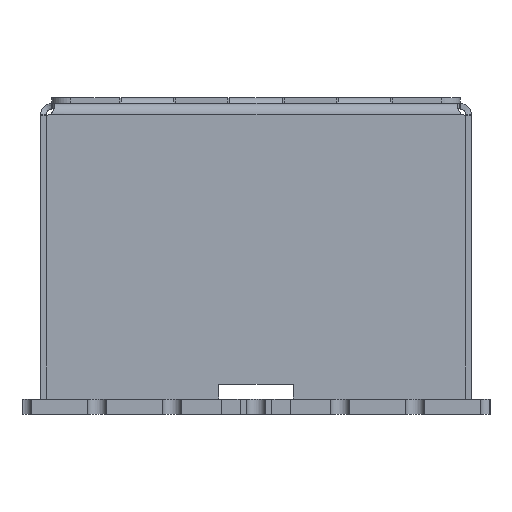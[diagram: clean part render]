
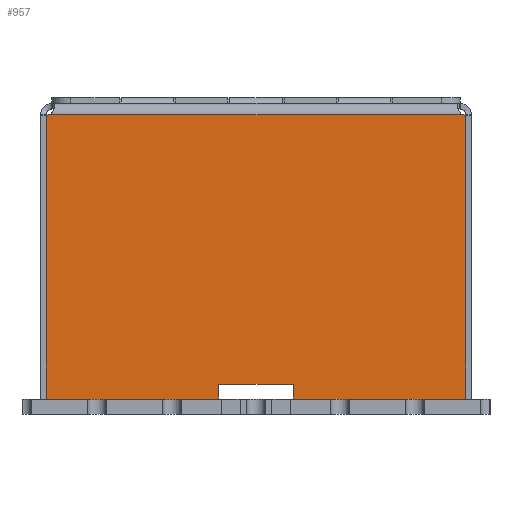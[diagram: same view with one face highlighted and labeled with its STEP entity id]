
A CAD part, left-side view. The second image highlights one B-rep face of the part: STEP entity #957.
In plain terms, the highlighted planar face has unit normal (-1, 0, 0).
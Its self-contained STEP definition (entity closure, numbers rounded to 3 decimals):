
#957=ADVANCED_FACE('',(#7835),#7837,.F.);
#7835=FACE_BOUND('',#7836,.T.);
#7836=EDGE_LOOP('',(#16496,#16497,#16498,#16499,#16500,#16501,#16502,#16503,#16504,
#16505));
#7837=PLANE('',#7838);
#7838=AXIS2_PLACEMENT_3D('',#7839,#7840,#7841);
#7839=CARTESIAN_POINT('',(-14.15,0.,16.613));
#7840=DIRECTION('',(1.,0.,0.));
#7841=DIRECTION('',(0.,0.,-1.));
#16496=ORIENTED_EDGE('',*,*,#20206,.T.);
#16497=ORIENTED_EDGE('',*,*,#20561,.F.);
#16498=ORIENTED_EDGE('',*,*,#20562,.F.);
#16499=ORIENTED_EDGE('',*,*,#20563,.F.);
#16500=ORIENTED_EDGE('',*,*,#20241,.T.);
#16501=ORIENTED_EDGE('',*,*,#20560,.F.);
#16502=ORIENTED_EDGE('',*,*,#20564,.T.);
#16503=ORIENTED_EDGE('',*,*,#20553,.F.);
#16504=ORIENTED_EDGE('',*,*,#20565,.F.);
#16505=ORIENTED_EDGE('',*,*,#20566,.T.);
#20206=EDGE_CURVE('',#22442,#22443,#22444,.T.);
#20241=EDGE_CURVE('',#22507,#22504,#22508,.T.);
#20553=EDGE_CURVE('',#23052,#23054,#23055,.T.);
#20560=EDGE_CURVE('',#23064,#22504,#23066,.T.);
#20561=EDGE_CURVE('',#23067,#22443,#23068,.T.);
#20562=EDGE_CURVE('',#23069,#23067,#23070,.T.);
#20563=EDGE_CURVE('',#22507,#23069,#23071,.T.);
#20564=EDGE_CURVE('',#23064,#23054,#23072,.T.);
#20565=EDGE_CURVE('',#23073,#23052,#23074,.T.);
#20566=EDGE_CURVE('',#23073,#22442,#23075,.T.);
#22442=VERTEX_POINT('',#26207);
#22443=VERTEX_POINT('',#26208);
#22444=LINE('',#26209,#26210);
#22504=VERTEX_POINT('',#26346);
#22507=VERTEX_POINT('',#26351);
#22508=LINE('',#26352,#26353);
#23052=VERTEX_POINT('',#27554);
#23054=VERTEX_POINT('',#27575);
#23055=LINE('',#27576,#27577);
#23064=VERTEX_POINT('',#27644);
#23066=LINE('',#27648,#27649);
#23067=VERTEX_POINT('',#27651);
#23068=LINE('',#27652,#27653);
#23069=VERTEX_POINT('',#27655);
#23070=LINE('',#27656,#27657);
#23071=LINE('',#27659,#27660);
#23072=CIRCLE('',#27662,0.45);
#23073=VERTEX_POINT('',#27666);
#23074=CIRCLE('',#27667,0.45);
#23075=LINE('',#27671,#27672);
#26207=CARTESIAN_POINT('',(-14.15,11.199,0.813));
#26208=CARTESIAN_POINT('',(-14.15,2.,0.813));
#26209=CARTESIAN_POINT('',(-14.15,11.199,0.813));
#26210=VECTOR('',#26211,1.);
#26211=DIRECTION('',(0.,-1.,0.));
#26346=CARTESIAN_POINT('',(-14.15,-11.199,0.813));
#26351=CARTESIAN_POINT('',(-14.15,-2.,0.813));
#26352=CARTESIAN_POINT('',(-14.15,-2.,0.813));
#26353=VECTOR('',#26354,1.);
#26354=DIRECTION('',(0.,-1.,0.));
#27554=CARTESIAN_POINT('',(-14.15,11.009,16.013));
#27575=CARTESIAN_POINT('',(-14.15,-11.009,16.013));
#27576=CARTESIAN_POINT('',(-14.15,11.009,16.013));
#27577=VECTOR('',#27578,1.);
#27578=DIRECTION('',(0.,-1.,0.));
#27644=CARTESIAN_POINT('',(-14.15,-11.199,15.971));
#27648=CARTESIAN_POINT('',(-14.15,-11.199,15.971));
#27649=VECTOR('',#27650,1.);
#27650=DIRECTION('',(0.,0.,-1.));
#27651=CARTESIAN_POINT('',(-14.15,2.,1.613));
#27652=CARTESIAN_POINT('',(-14.15,2.,1.613));
#27653=VECTOR('',#27654,1.);
#27654=DIRECTION('',(0.,0.,-1.));
#27655=CARTESIAN_POINT('',(-14.15,-2.,1.613));
#27656=CARTESIAN_POINT('',(-14.15,-2.,1.613));
#27657=VECTOR('',#27658,1.);
#27658=DIRECTION('',(0.,1.,0.));
#27659=CARTESIAN_POINT('',(-14.15,-2.,0.813));
#27660=VECTOR('',#27661,1.);
#27661=DIRECTION('',(0.,0.,1.));
#27662=AXIS2_PLACEMENT_3D('',#27663,#27664,#27665);
#27663=CARTESIAN_POINT('',(-14.15,-11.199,16.421));
#27664=DIRECTION('',(1.,0.,0.));
#27665=DIRECTION('',(0.,0.,-1.));
#27666=CARTESIAN_POINT('',(-14.15,11.199,15.971));
#27667=AXIS2_PLACEMENT_3D('',#27668,#27669,#27670);
#27668=CARTESIAN_POINT('',(-14.15,11.199,16.421));
#27669=DIRECTION('',(-1.,0.,0.));
#27670=DIRECTION('',(0.,0.,-1.));
#27671=CARTESIAN_POINT('',(-14.15,11.199,15.971));
#27672=VECTOR('',#27673,1.);
#27673=DIRECTION('',(0.,0.,-1.));
